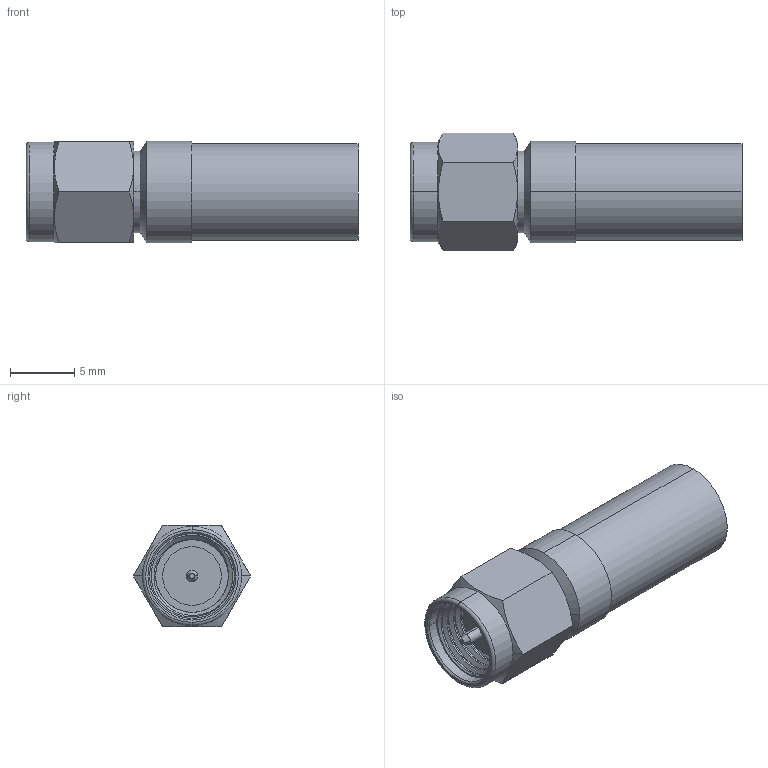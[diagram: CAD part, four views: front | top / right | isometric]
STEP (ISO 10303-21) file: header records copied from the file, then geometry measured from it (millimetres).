
FILE_DESCRIPTION((''),'2;1');
FILE_NAME('901-10011_SW0001','2018-04-30T',('Kaviyarasan'),(''),'CREO PARAMETRIC BY PTC INC, 2017020','CREO PARAMETRIC BY PTC INC, 2017020','');
FILE_SCHEMA(('CONFIG_CONTROL_DESIGN'));
Length unit declared in the file: inch
Products named in the file (1): 901-10011_SW0001
Bounding box: 25.86 x 9.15 x 7.92 mm (x, y, z)
Volume: 883.2 mm3; surface area: 1374.8 mm2
Topology: 1 solids, 1 shells, 92 faces, 209 edges, 132 vertices
Faces by surface type: cylinder 41, plane 28, cone 18, bspline 3, torus 2
Entity records: 4715 total; most frequent: CARTESIAN_POINT 2608, DIRECTION 439, ORIENTED_EDGE 418, EDGE_CURVE 209, AXIS2_PLACEMENT_3D 185, VERTEX_POINT 132, EDGE_LOOP 107, CIRCLE 96
